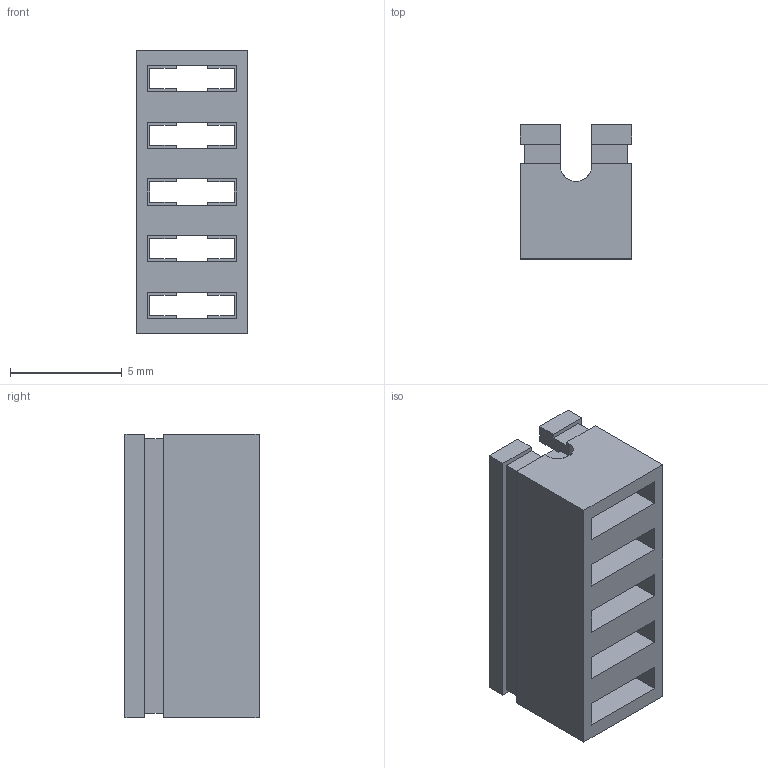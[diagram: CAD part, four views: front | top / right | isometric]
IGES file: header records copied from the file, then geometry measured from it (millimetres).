
Start section: SolidWorks IGES file using analytic representation for surfaces
Global section: file name: SX4050_rA2.IGS; native system: SolidWorks 2007; preprocessor: SolidWorks 2007; author: Patrick; date: 101123.105348; units: millimetre
Bounding box: 5 x 6 x 12.7 mm (x, y, z)
Surface area: 610.7 mm2 (no closed solid volume)
Topology: 0 solids, 0 shells, 101 faces, 708 edges, 708 vertices
Faces by surface type: bspline 95, revolution 6
